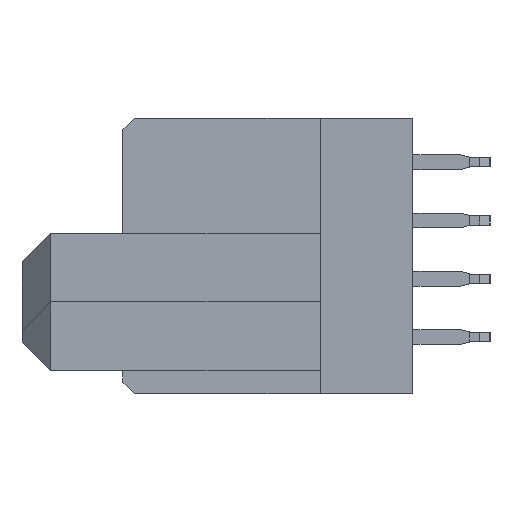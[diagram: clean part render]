
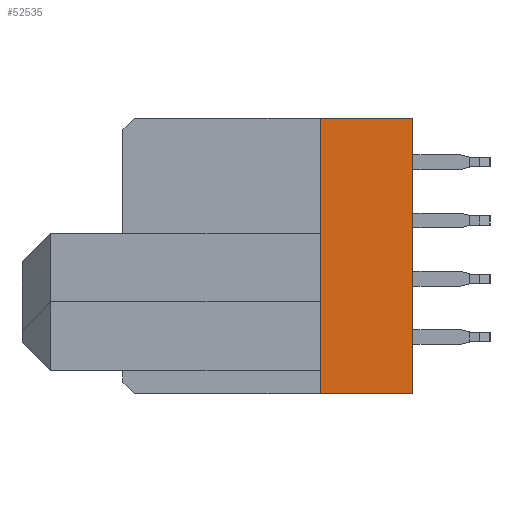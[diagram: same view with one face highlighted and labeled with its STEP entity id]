
A CAD part, left-side view. The second image highlights one B-rep face of the part: STEP entity #52535.
In plain terms, the highlighted planar face has unit normal (-1, 0, 0).
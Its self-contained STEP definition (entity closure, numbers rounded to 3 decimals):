
#13104=ORIENTED_EDGE('',*,*,#22546,.F.);
#13105=ORIENTED_EDGE('',*,*,#22615,.T.);
#13106=ORIENTED_EDGE('',*,*,#20653,.T.);
#13107=ORIENTED_EDGE('',*,*,#20249,.T.);
#20249=EDGE_CURVE('',#26317,#26319,#32401,.T.);
#20653=EDGE_CURVE('',#26723,#26317,#32805,.T.);
#22546=EDGE_CURVE('',#28011,#26319,#34698,.T.);
#22615=EDGE_CURVE('',#28011,#26723,#34767,.T.);
#26317=VERTEX_POINT('',#78171);
#26319=VERTEX_POINT('',#78175);
#26723=VERTEX_POINT('',#78986);
#28011=VERTEX_POINT('',#82737);
#32401=LINE('',#78176,#39525);
#32805=LINE('',#78985,#39929);
#34698=LINE('',#82738,#41822);
#34767=LINE('',#82867,#41891);
#39525=VECTOR('',#63973,1000.);
#39929=VECTOR('',#64381,1000.);
#41822=VECTOR('',#67416,1000.);
#41891=VECTOR('',#67509,1000.);
#44813=EDGE_LOOP('',(#13104,#13105,#13106,#13107));
#47543=FACE_BOUND('',#44813,.T.);
#49951=PLANE('',#55592);
#52535=ADVANCED_FACE('',(#47543),#49951,.F.);
#55592=AXIS2_PLACEMENT_3D('',#82866,#67507,#67508);
#63973=DIRECTION('',(0.,0.,1.));
#64381=DIRECTION('',(0.,-1.,0.));
#67416=DIRECTION('',(0.,-1.,0.));
#67507=DIRECTION('',(1.,0.,0.));
#67508=DIRECTION('',(0.,0.,-1.));
#67509=DIRECTION('',(0.,0.,-1.));
#78171=CARTESIAN_POINT('',(-47.625,0.,-6.));
#78175=CARTESIAN_POINT('',(-47.625,0.,6.));
#78176=CARTESIAN_POINT('',(-47.625,0.,-6.));
#78985=CARTESIAN_POINT('',(-47.625,17.04,-6.));
#78986=CARTESIAN_POINT('',(-47.625,4.04,-6.));
#82737=CARTESIAN_POINT('',(-47.625,4.04,6.));
#82738=CARTESIAN_POINT('',(-47.625,17.04,6.));
#82866=CARTESIAN_POINT('',(-47.625,17.04,-6.));
#82867=CARTESIAN_POINT('',(-47.625,4.04,6.));
